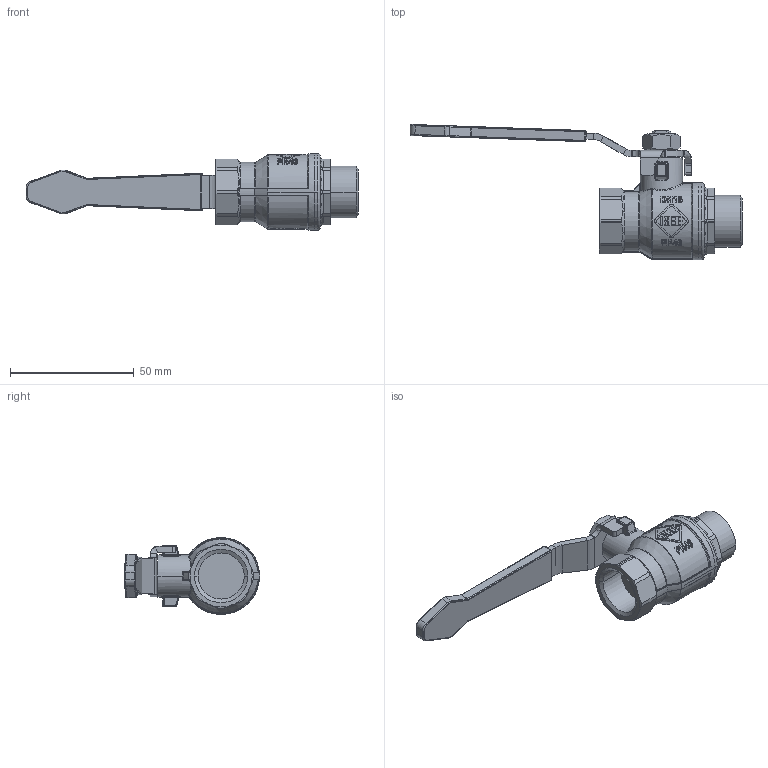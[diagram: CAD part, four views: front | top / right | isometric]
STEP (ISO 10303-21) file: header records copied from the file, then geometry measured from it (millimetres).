
FILE_DESCRIPTION(('STEP AP242'),'1');
FILE_NAME('0020044011015.stp','2024-05-02T15:24:43',('TraceParts'),('TraceParts S.A.'),'Spatial InterOp 3D',' ',' ');
FILE_SCHEMA(('AP242_MANAGED_MODEL_BASED_3D_ENGINEERING_MIM_LF {1 0 10303 442 1 1 4}'));
Length unit declared in the file: millimetre
Products named in the file (1): 0020044011015
Bounding box: 133.96 x 54.51 x 31 mm (x, y, z)
Volume: 35450.9 mm3; surface area: 13143.2 mm2
Topology: 1 solids, 1 shells, 1141 faces, 2979 edges, 1912 vertices
Faces by surface type: plane 452, bspline 322, cylinder 254, torus 49, cone 44, sphere 20
Entity records: 51173 total; most frequent: CARTESIAN_POINT 16170, ORIENTED_EDGE 5934, DIRECTION 4477, EDGE_CURVE 2967, VERTEX_POINT 1912, AXIS2_PLACEMENT_3D 1513, LINE 1451, VECTOR 1451
